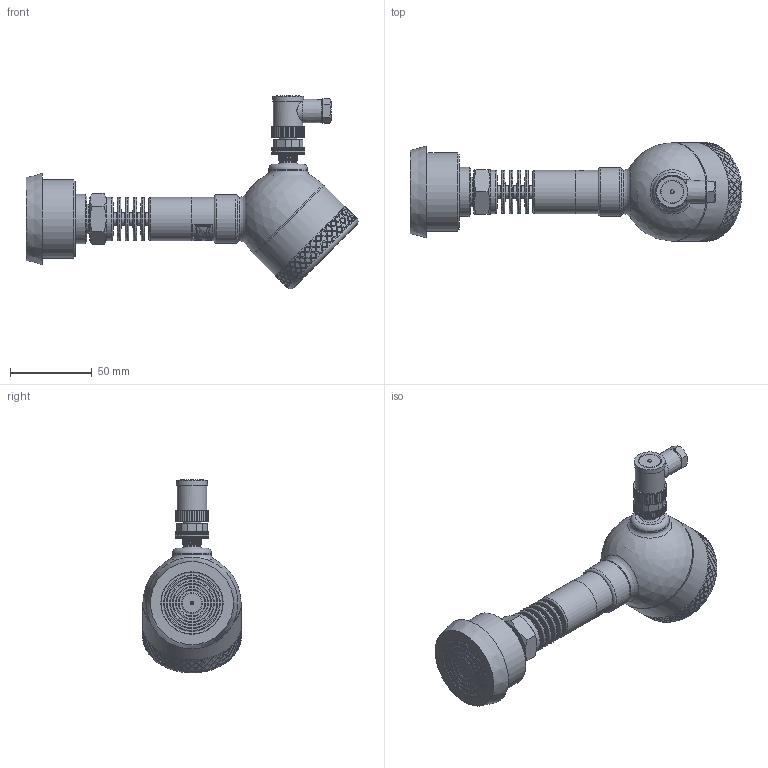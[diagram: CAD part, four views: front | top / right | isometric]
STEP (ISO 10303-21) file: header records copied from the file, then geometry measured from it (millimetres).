
FILE_DESCRIPTION(/* description */ (''),/* implementation_level */ '2;1');
FILE_NAME(/* name */ 'APZ3420sFH_TapperDN40_radiator_5.step',/* time_stamp */ '2021-07-08T16:27:05+03:00',/* author */ (''),/* organization */ (''),/* preprocessor_version */ 'ST-DEVELOPER v18.1',/* originating_system */ 'Autodesk Translation Framework v10.9.0.1377',/* authorisation */ '');
FILE_SCHEMA (('AUTOMOTIVE_DESIGN { 1 0 10303 214 3 1 1 }'));
Products named in the file (9): АПЗ 3420s заполненный 
+ полевой корпус; G1\2EN radiator; Tapper socket DN40 diaphragm 38 v5 (1); Заполненный полевой 
корпус v13; Cover for display; Display; Main body; M12x1 adapter; M12x1 female angular v10
Assembly tree (8 placements, depth 3):
  АПЗ 3420s заполненный 
+ полевой корпус
    G1\2EN radiator
    Tapper socket DN40 diaphragm 38 v5 (1)
    Заполненный полевой 
корпус v13
      Cover for display
      Display
      Main body
      M12x1 adapter
      M12x1 female angular v10
Bounding box: 202.48 x 60.1 x 118.16 mm (x, y, z)
Volume: 302555 mm3; surface area: 70469 mm2
Topology: 17 solids, 17 shells, 1899 faces, 4787 edges, 3150 vertices
Faces by surface type: bspline 973, cylinder 540, plane 305, torus 48, cone 31, sphere 2
Full cylindrical faces by diameter (mm): 1 x4, 2 x1, 3 x1, 3.3 x1, 5 x5, 6 x3, 7 x2, 7.5 x5, 8 x1, 9.3 x1, 9.471 x2, 10.5 x2, 10.741 x7, 11.035 x4, 11.156 x1, 11.884 x6, 12.152 x4, 13 x1, 16.7 x1, 17.5 x1, 18 x2, 18.631 x6, 19 x1, 19.7 x1, 20.955 x7, 21.6 x1, 21.767 x1, 22 x1, 22.4 x1, 22.5 x1
Entity records: 83583 total; most frequent: CARTESIAN_POINT 45055, ORIENTED_EDGE 9566, DIRECTION 4869, EDGE_CURVE 4783, VERTEX_POINT 3149, B_SPLINE_CURVE_WITH_KNOTS 2728, EDGE_LOOP 2166, AXIS2_PLACEMENT_3D 1901
